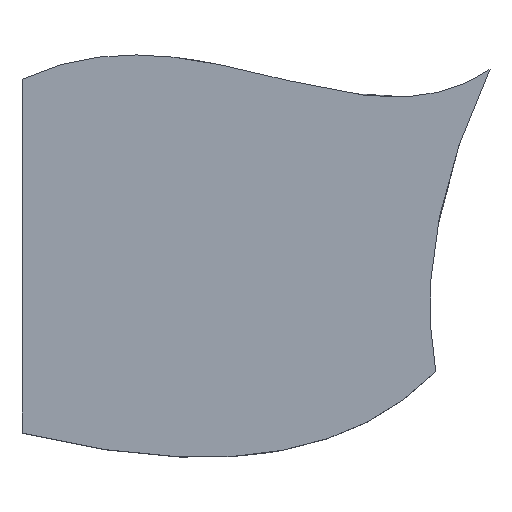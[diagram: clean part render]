
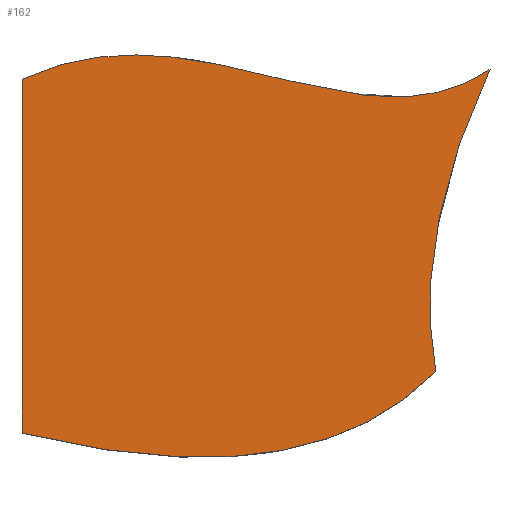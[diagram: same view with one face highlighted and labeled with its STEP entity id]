
A CAD part, top view. The second image highlights one B-rep face of the part: STEP entity #162.
In plain terms, the highlighted planar face has unit normal (0, 0, 1).
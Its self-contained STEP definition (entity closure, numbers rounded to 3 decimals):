
#24 = VERTEX_POINT('',#25);
#25 = CARTESIAN_POINT('',(0.,0.,10.));
#31 = EDGE_CURVE('',#24,#32,#34,.T.);
#32 = VERTEX_POINT('',#33);
#33 = CARTESIAN_POINT('',(0.,35.429,10.));
#34 = LINE('',#35,#36);
#35 = CARTESIAN_POINT('',(0.,0.,10.));
#36 = VECTOR('',#37,1.);
#37 = DIRECTION('',(0.,1.,0.));
#62 = EDGE_CURVE('',#32,#63,#65,.T.);
#63 = VERTEX_POINT('',#64);
#64 = CARTESIAN_POINT('',(46.857,36.429,10.));
#65 = B_SPLINE_CURVE_WITH_KNOTS('',3,(#66,#67,#68,#69),.UNSPECIFIED.,.F.
  ,.F.,(4,4),(0.,1.),.PIECEWISE_BEZIER_KNOTS.);
#66 = CARTESIAN_POINT('',(0.,35.429,10.));
#67 = CARTESIAN_POINT('',(17.857,43.714,10.));
#68 = CARTESIAN_POINT('',(33.571,27.429,10.));
#69 = CARTESIAN_POINT('',(46.857,36.429,10.));
#98 = EDGE_CURVE('',#63,#99,#101,.T.);
#99 = VERTEX_POINT('',#100);
#100 = CARTESIAN_POINT('',(41.429,6.143,10.));
#101 = B_SPLINE_CURVE_WITH_KNOTS('',2,(#102,#103,#104),.UNSPECIFIED.,.F.
  ,.F.,(3,3),(0.,1.),.PIECEWISE_BEZIER_KNOTS.);
#102 = CARTESIAN_POINT('',(46.857,36.429,10.));
#103 = CARTESIAN_POINT('',(39.,19.714,10.));
#104 = CARTESIAN_POINT('',(41.429,6.143,10.));
#131 = EDGE_CURVE('',#99,#24,#132,.T.);
#132 = B_SPLINE_CURVE_WITH_KNOTS('',2,(#133,#134,#135),.UNSPECIFIED.,.F.
  ,.F.,(3,3),(0.,1.),.PIECEWISE_BEZIER_KNOTS.);
#133 = CARTESIAN_POINT('',(41.429,6.143,10.));
#134 = CARTESIAN_POINT('',(28.571,-7.,10.));
#135 = CARTESIAN_POINT('',(0.,0.,10.));
#162 = ADVANCED_FACE('',(#163),#169,.T.);
#163 = FACE_BOUND('',#164,.F.);
#164 = EDGE_LOOP('',(#165,#166,#167,#168));
#165 = ORIENTED_EDGE('',*,*,#31,.T.);
#166 = ORIENTED_EDGE('',*,*,#62,.T.);
#167 = ORIENTED_EDGE('',*,*,#98,.T.);
#168 = ORIENTED_EDGE('',*,*,#131,.T.);
#169 = PLANE('',#170);
#170 = AXIS2_PLACEMENT_3D('',#171,#172,#173);
#171 = CARTESIAN_POINT('',(21.428,19.135,10.));
#172 = DIRECTION('',(0.,0.,1.));
#173 = DIRECTION('',(1.,0.,0.));
